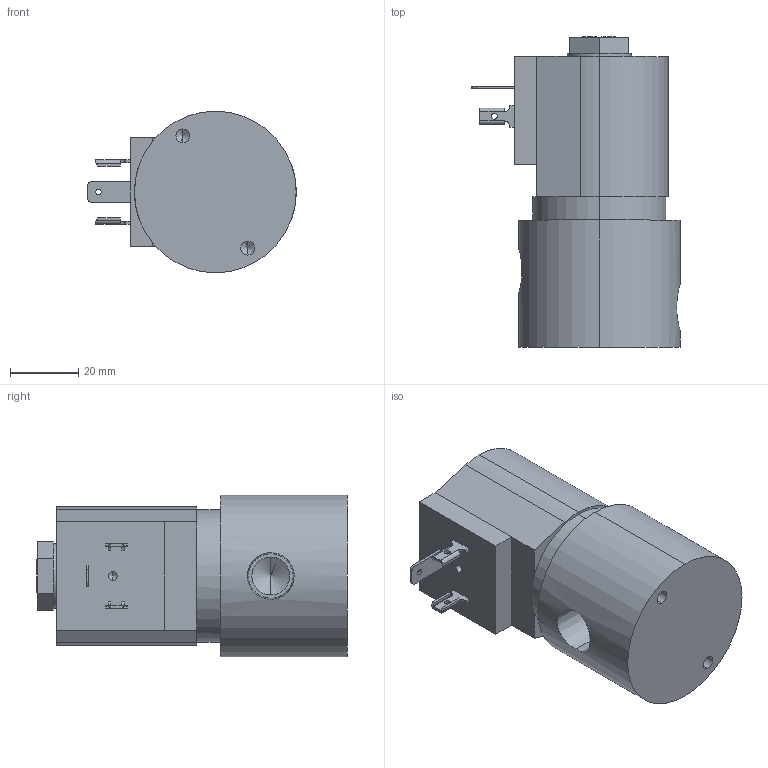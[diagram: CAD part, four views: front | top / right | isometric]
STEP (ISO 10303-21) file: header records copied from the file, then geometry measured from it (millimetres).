
FILE_DESCRIPTION (( 'STEP AP203' ), '1' );
FILE_NAME ('H401YF16Z1BF5.step', '2023-12-20T17:29:51', ( '' ), ( '' ), 'SwSTEP 2.0', 'SolidWorks 2023', '' );
FILE_SCHEMA (( 'CONFIG_CONTROL_DESIGN' ));
Length unit declared in the file: inch
Products named in the file (1): H401YF16Z1BF5
Bounding box: 61.14 x 91.21 x 47.45 mm (x, y, z)
Volume: 133027.5 mm3; surface area: 18825.9 mm2
Topology: 1 solids, 1 shells, 132 faces, 330 edges, 205 vertices
Faces by surface type: plane 75, cylinder 43, cone 14
Entity records: 4104 total; most frequent: CARTESIAN_POINT 859, DIRECTION 674, ORIENTED_EDGE 640, EDGE_CURVE 320, AXIS2_PLACEMENT_3D 233, VECTOR 208, LINE 208, VERTEX_POINT 205
